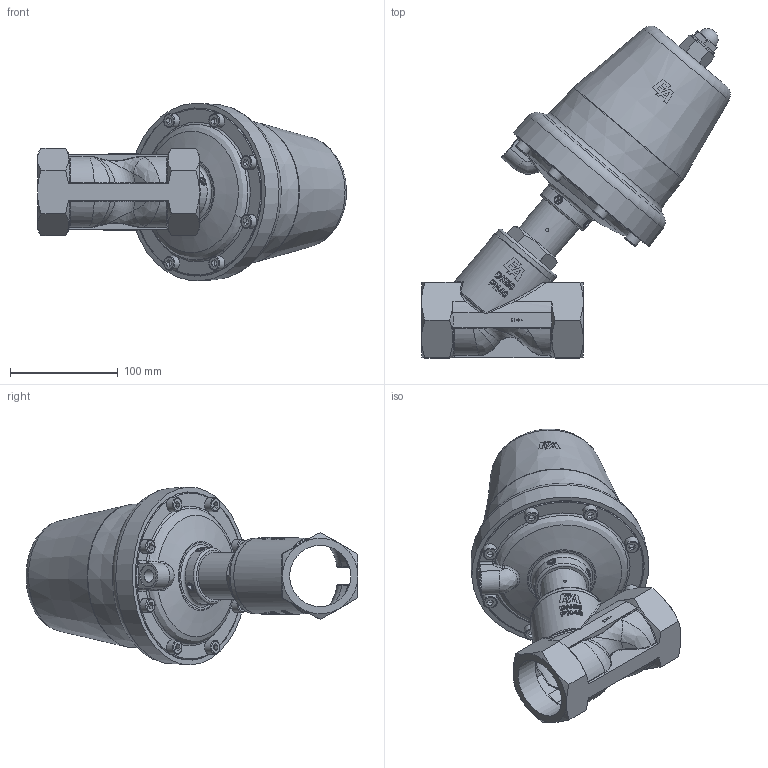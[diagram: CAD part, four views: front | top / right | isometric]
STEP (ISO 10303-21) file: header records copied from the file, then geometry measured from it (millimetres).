
FILE_DESCRIPTION(/* description */ ('DL2D3123050'),/* implementation_level */ '2;1');
FILE_NAME(/* name */ 'DG2D3123050_OS.stp',/* time_stamp */ '2022-01-27T14:02:57+01:00',/* author */ ('hois'),/* organization */ (''),/* preprocessor_version */ 'ST-DEVELOPER v18.1',/* originating_system */ 'Autodesk Inventor 2020',/* authorisation */ '');
FILE_SCHEMA (('AUTOMOTIVE_DESIGN { 1 0 10303 214 3 1 1 }'));
Length unit declared in the file: millimetre
Products named in the file (9): DL2D3123050; GGS0050.26.0013-K-GM; DER1650.10.0012; SZY1250.27.0012; ETG0050.15.0074-3D; DIN 912 - M8 x 25; DIN 913 - M8 x 12; ADK0015.07.0013; MUV0015.08.0013
Assembly tree (18 placements, depth 2):
  DL2D3123050
    GGS0050.26.0013-K-GM
    DER1650.10.0012
    SZY1250.27.0012
    ETG0050.15.0074-3D
    DIN 912 - M8 x 25  x8
    DIN 913 - M8 x 12  x4
    ADK0015.07.0013
    MUV0015.08.0013
Bounding box: 286.49 x 307.8 x 164.84 mm (x, y, z)
Volume: 1300063.1 mm3; surface area: 315552.5 mm2
Topology: 18 solids, 18 shells, 864 faces, 2348 edges, 1570 vertices
Faces by surface type: plane 394, bspline 205, cylinder 148, cone 85, torus 28, sphere 4
Full cylindrical faces by diameter (mm): 3 x1, 4 x1, 6.647 x12, 8 x12, 8.5 x8, 11.445 x1, 13 x8, 15 x2, 15.5 x1, 18.5 x1, 18.631 x2, 18.663 x2, 19.46 x1, 20 x1, 20.96 x2, 24 x1, 26 x1, 27 x1, 34 x1, 40 x1, 43 x1, 52 x1, 56.656 x3, 59.61 x1, 59.7 x1, 60 x1, 69.5 x1, 125 x2, 156 x2
Entity records: 32298 total; most frequent: CARTESIAN_POINT 14479, ORIENTED_EDGE 3944, DIRECTION 3199, EDGE_CURVE 1972, VERTEX_POINT 1329, AXIS2_PLACEMENT_3D 1235, EDGE_LOOP 837, FACE_OUTER_BOUND 730
